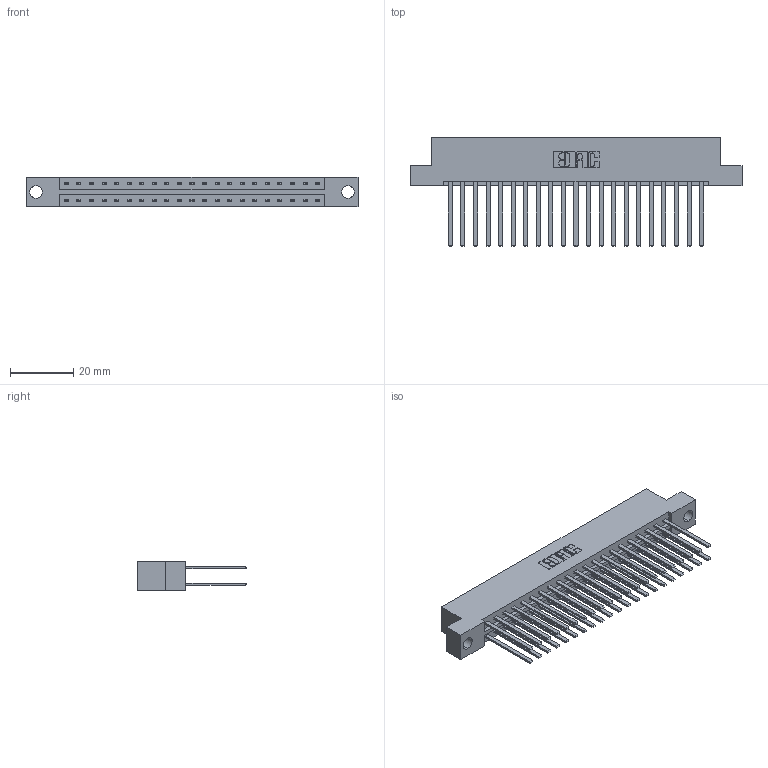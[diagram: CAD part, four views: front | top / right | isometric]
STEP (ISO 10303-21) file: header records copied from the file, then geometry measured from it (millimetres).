
FILE_DESCRIPTION (( 'STEP AP203' ), '1' );
FILE_NAME ('833-042-544-204.STEP', '2020-06-03T22:00:53', ( '' ), ( '' ), 'SwSTEP 2.0', 'SolidWorks 2020', '' );
FILE_SCHEMA (( 'CONFIG_CONTROL_DESIGN' ));
Length unit declared in the file: inch
Products named in the file (3): 833 Part_Flush - .156 Dia - TH; 345-292-001_345-293-144; 833-042-544-204
Assembly tree (43 placements, depth 2):
  833-042-544-204
    833 Part_Flush - .156 Dia - TH
    345-292-001_345-293-144  x42
Bounding box: 104.75 x 34.3 x 9.4 mm (x, y, z)
Volume: 10998.9 mm3; surface area: 14472.8 mm2
Topology: 43 solids, 43 shells, 2046 faces, 6065 edges, 3986 vertices
Faces by surface type: plane 1414, cylinder 632
Entity records: 16045 total; most frequent: CARTESIAN_POINT 2682, ORIENTED_EDGE 2618, DIRECTION 2325, EDGE_CURVE 1309, LINE 1185, VECTOR 1185, VERTEX_POINT 870, AXIS2_PLACEMENT_3D 570
